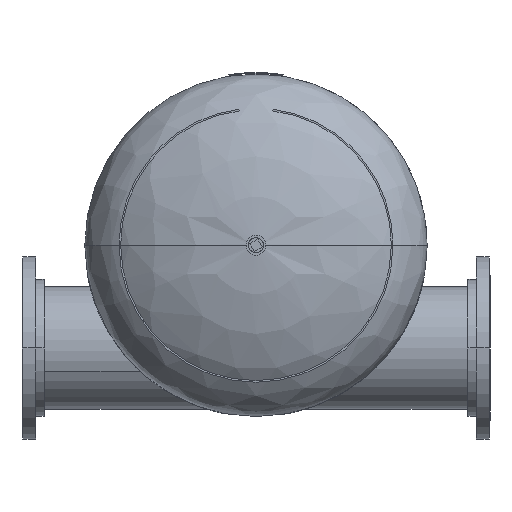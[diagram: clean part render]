
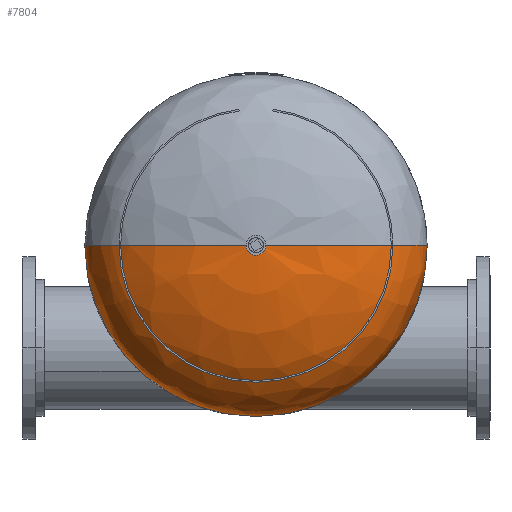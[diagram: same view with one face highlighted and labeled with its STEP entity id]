
A CAD part, front view. The second image highlights one B-rep face of the part: STEP entity #7804.
In plain terms, the highlighted free-form (B-spline) face has degree [3, 3] with [4, 4] control points.
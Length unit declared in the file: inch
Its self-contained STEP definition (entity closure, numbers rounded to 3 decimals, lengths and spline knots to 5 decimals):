
#66 = CARTESIAN_POINT ( 'NONE',  ( 0., 8.36551, -0.75 ) ) ;
#89 = EDGE_LOOP ( 'NONE', ( #10321, #2332, #3923, #11594, #9686 ) ) ;
#184 = CARTESIAN_POINT ( 'NONE',  ( -15., 0.788, -30. ) ) ;
#250 = CARTESIAN_POINT ( 'NONE',  ( 15., 5.05806, -30. ) ) ;
#324 = CARTESIAN_POINT ( 'NONE',  ( 15., 0.788, -30. ) ) ;
#792 = VERTEX_POINT ( 'NONE', #66 ) ;
#993 = CARTESIAN_POINT ( 'NONE',  ( 15., 0.788, 0. ) ) ;
#1457 = CARTESIAN_POINT ( 'NONE',  ( 15., 5.05806, 0. ) ) ;
#1994 = CARTESIAN_POINT ( 'NONE',  ( 0.75, 8.36551, 0. ) ) ;
#2332 = ORIENTED_EDGE ( 'NONE', *, *, #8094, .F. ) ;
#2389 = CARTESIAN_POINT ( 'NONE',  ( -0.75, 8.36551, 0. ) ) ;
#2573 = DIRECTION ( 'NONE',  ( 0., 1., 0. ) ) ;
#2612 = VERTEX_POINT ( 'NONE', #10268 ) ;
#3161 = CARTESIAN_POINT ( 'NONE',  ( 0., 0.788, 0. ) ) ;
#3323 = CARTESIAN_POINT ( 'NONE',  ( 0.75, 8.36551, 0. ) ) ;
#3401 = CARTESIAN_POINT ( 'NONE',  ( -15., 5.05806, 0. ) ) ;
#3656 = DIRECTION ( 'NONE',  ( -1., 0., 0. ) ) ;
#3923 = ORIENTED_EDGE ( 'NONE', *, *, #12102, .F. ) ;
#4365 = AXIS2_PLACEMENT_3D ( 'NONE', #3161, #7256, #12398 ) ;
#4539 = CARTESIAN_POINT ( 'NONE',  ( -15., 5.05806, -30. ) ) ;
#4877 = CARTESIAN_POINT ( 'NONE',  ( -9.18163, 8.15201, 0. ) ) ;
#5408 = FACE_OUTER_BOUND ( 'NONE', #89, .T. ) ;
#5865 = CARTESIAN_POINT ( 'NONE',  ( 0., 8.36551, 0. ) ) ;
#5884 = VERTEX_POINT ( 'NONE', #3323 ) ;
#5953 =( BOUNDED_CURVE ( )  B_SPLINE_CURVE ( 3, ( #12909, #4877, #10837, #8957 ),
 .UNSPECIFIED., .F., .F. ) 
 B_SPLINE_CURVE_WITH_KNOTS ( ( 4, 4 ),
 ( 4.76241, 6.28319 ),
 .UNSPECIFIED. ) 
 CURVE ( )  GEOMETRIC_REPRESENTATION_ITEM ( )  RATIONAL_B_SPLINE_CURVE ( ( 1., 0.816, 0.816, 1. ) ) 
 REPRESENTATION_ITEM ( '' )  );
#6285 = CARTESIAN_POINT ( 'NONE',  ( 0.75, 8.36551, 0. ) ) ;
#6491 = CARTESIAN_POINT ( 'NONE',  ( 9.18163, 8.15201, 0. ) ) ;
#6495 = CIRCLE ( 'NONE', #12041, 0.75 ) ;
#6562 = CARTESIAN_POINT ( 'NONE',  ( 0.75, 8.36551, -1.5 ) ) ;
#6728 = CIRCLE ( 'NONE', #4365, 15. ) ;
#6805 = DIRECTION ( 'NONE',  ( 0., 1., 0. ) ) ;
#7226 = CARTESIAN_POINT ( 'NONE',  ( 9.18163, 8.15201, 0. ) ) ;
#7256 = DIRECTION ( 'NONE',  ( 0., 1., 0. ) ) ;
#7317 =( BOUNDED_CURVE ( )  B_SPLINE_CURVE ( 3, ( #1994, #7226, #13183, #11298 ),
 .UNSPECIFIED., .F., .F. ) 
 B_SPLINE_CURVE_WITH_KNOTS ( ( 4, 4 ),
 ( 4.76241, 6.28319 ),
 .UNSPECIFIED. ) 
 CURVE ( )  GEOMETRIC_REPRESENTATION_ITEM ( )  RATIONAL_B_SPLINE_CURVE ( ( 1., 0.816, 0.816, 1. ) ) 
 REPRESENTATION_ITEM ( '' )  );
#7488 = CARTESIAN_POINT ( 'NONE',  ( 15., 0.788, 0. ) ) ;
#7804 = ADVANCED_FACE ( 'NONE', ( #5408 ), #9028, .T. ) ;
#8094 = EDGE_CURVE ( 'NONE', #792, #12860, #6495, .T. ) ;
#8957 = CARTESIAN_POINT ( 'NONE',  ( -15., 0.788, 0. ) ) ;
#9028 =( BOUNDED_SURFACE ( )  B_SPLINE_SURFACE ( 3, 3, ( 
 ( #6285, #6562, #9620, #2389 ),
 ( #6491, #9489, #10564, #11437 ),
 ( #1457, #250, #4539, #3401 ),
 ( #7488, #324, #184, #10363 ) ),
 .UNSPECIFIED., .F., .F., .F. ) 
 B_SPLINE_SURFACE_WITH_KNOTS ( ( 4, 4 ),
 ( 4, 4 ),
 ( 0., 1. ),
 ( 0., 1. ),
 .UNSPECIFIED. ) 
 GEOMETRIC_REPRESENTATION_ITEM ( )  RATIONAL_B_SPLINE_SURFACE ( (
 ( 1., 0.333, 0.333, 1.),
 ( 0.816, 0.272, 0.272, 0.816),
 ( 0.816, 0.272, 0.272, 0.816),
 ( 1., 0.333, 0.333, 1.) ) ) 
 REPRESENTATION_ITEM ( '' )  SURFACE ( )  );
#9449 = EDGE_CURVE ( 'NONE', #12860, #2612, #5953, .T. ) ;
#9489 = CARTESIAN_POINT ( 'NONE',  ( 9.18163, 8.15201, -18.36325 ) ) ;
#9592 = CARTESIAN_POINT ( 'NONE',  ( -0.75, 8.36551, 0. ) ) ;
#9620 = CARTESIAN_POINT ( 'NONE',  ( -0.75, 8.36551, -1.5 ) ) ;
#9686 = ORIENTED_EDGE ( 'NONE', *, *, #10197, .T. ) ;
#9688 = VERTEX_POINT ( 'NONE', #993 ) ;
#10197 = EDGE_CURVE ( 'NONE', #9688, #2612, #6728, .T. ) ;
#10268 = CARTESIAN_POINT ( 'NONE',  ( -15., 0.788, 0. ) ) ;
#10321 = ORIENTED_EDGE ( 'NONE', *, *, #9449, .F. ) ;
#10334 = CIRCLE ( 'NONE', #12049, 0.75 ) ;
#10363 = CARTESIAN_POINT ( 'NONE',  ( -15., 0.788, 0. ) ) ;
#10564 = CARTESIAN_POINT ( 'NONE',  ( -9.18163, 8.15201, -18.36325 ) ) ;
#10837 = CARTESIAN_POINT ( 'NONE',  ( -15., 5.05806, 0. ) ) ;
#11065 = EDGE_CURVE ( 'NONE', #5884, #9688, #7317, .T. ) ;
#11298 = CARTESIAN_POINT ( 'NONE',  ( 15., 0.788, 0. ) ) ;
#11437 = CARTESIAN_POINT ( 'NONE',  ( -9.18163, 8.15201, 0. ) ) ;
#11594 = ORIENTED_EDGE ( 'NONE', *, *, #11065, .T. ) ;
#12041 = AXIS2_PLACEMENT_3D ( 'NONE', #12822, #2573, #3656 ) ;
#12049 = AXIS2_PLACEMENT_3D ( 'NONE', #5865, #6805, #12820 ) ;
#12102 = EDGE_CURVE ( 'NONE', #5884, #792, #10334, .T. ) ;
#12398 = DIRECTION ( 'NONE',  ( -1., 0., 0. ) ) ;
#12820 = DIRECTION ( 'NONE',  ( -1., 0., 0. ) ) ;
#12822 = CARTESIAN_POINT ( 'NONE',  ( 0., 8.36551, 0. ) ) ;
#12860 = VERTEX_POINT ( 'NONE', #9592 ) ;
#12909 = CARTESIAN_POINT ( 'NONE',  ( -0.75, 8.36551, 0. ) ) ;
#13183 = CARTESIAN_POINT ( 'NONE',  ( 15., 5.05806, 0. ) ) ;
